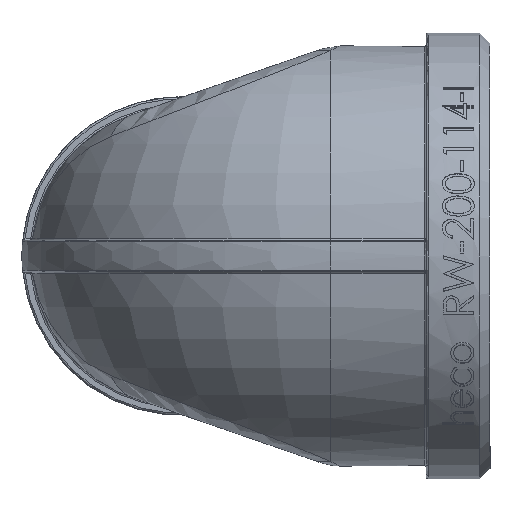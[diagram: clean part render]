
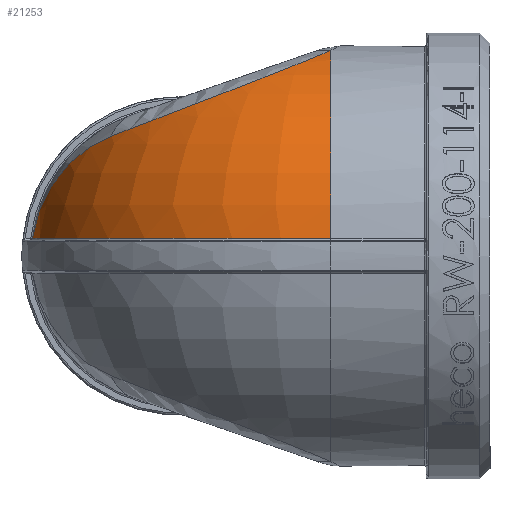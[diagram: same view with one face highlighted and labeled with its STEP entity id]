
A CAD part, left-side view. The second image highlights one B-rep face of the part: STEP entity #21253.
In plain terms, the highlighted toroidal (fillet/blend) face has major radius 14 mm and minor radius 33 mm.
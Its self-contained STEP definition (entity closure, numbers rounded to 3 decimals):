
#68 = ORIENTED_EDGE ( 'NONE', *, *, #21850, .F. ) ;
#69 = ORIENTED_EDGE ( 'NONE', *, *, #21911, .T. ) ;
#94 = ORIENTED_EDGE ( 'NONE', *, *, #21885, .F. ) ;
#98 = ORIENTED_EDGE ( 'NONE', *, *, #21815, .T. ) ;
#304 = B_SPLINE_CURVE_WITH_KNOTS ( 'NONE', 3,
 ( #2150, #2158, #2132, #2167, #2159, #2160 ),
 .UNSPECIFIED., .F., .F.,
 ( 4, 1, 1, 4 ),
 ( 0.012, 0.273, 0.564, 1. ),
 .UNSPECIFIED. ) ;
#344 = B_SPLINE_CURVE_WITH_KNOTS ( 'NONE', 3,
 ( #1041, #1071, #1065, #1044, #1045, #1047, #1058 ),
 .UNSPECIFIED., .F., .F.,
 ( 4, 1, 1, 1, 4 ),
 ( 0., 0.286, 0.571, 0.857, 1. ),
 .UNSPECIFIED. ) ;
#1041 = CARTESIAN_POINT ( 'NONE',  ( -8.426, 10.934, 18.841 ) ) ;
#1044 = CARTESIAN_POINT ( 'NONE',  ( -17.407, -9.593, 26.693 ) ) ;
#1045 = CARTESIAN_POINT ( 'NONE',  ( -13.583, -18.783, 30.304 ) ) ;
#1047 = CARTESIAN_POINT ( 'NONE',  ( -8.724, -22.584, 31.883 ) ) ;
#1058 = CARTESIAN_POINT ( 'NONE',  ( -6.856, -23.5, 32.28 ) ) ;
#1065 = CARTESIAN_POINT ( 'NONE',  ( -15.683, 1.869, 22.293 ) ) ;
#1071 = CARTESIAN_POINT ( 'NONE',  ( -11.222, 8.272, 19.854 ) ) ;
#1204 = DIRECTION ( 'NONE',  ( 0., 0., 1. ) ) ;
#1209 = DIRECTION ( 'NONE',  ( -1., 0., 0. ) ) ;
#1239 = CARTESIAN_POINT ( 'NONE',  ( 14., -23.5, 2.775 ) ) ;
#1919 = DIRECTION ( 'NONE',  ( 0., 1., 0. ) ) ;
#1939 = CARTESIAN_POINT ( 'NONE',  ( 0., -23.5, 0. ) ) ;
#1942 = DIRECTION ( 'NONE',  ( -1., 0., 0. ) ) ;
#2132 = CARTESIAN_POINT ( 'NONE',  ( 5.939, 21.939, 8.654 ) ) ;
#2150 = CARTESIAN_POINT ( 'NONE',  ( 11.45, 23.314, 2.775 ) ) ;
#2158 = CARTESIAN_POINT ( 'NONE',  ( 9.678, 23.055, 4.691 ) ) ;
#2159 = CARTESIAN_POINT ( 'NONE',  ( -5.54, 13.681, 17.796 ) ) ;
#2160 = CARTESIAN_POINT ( 'NONE',  ( -8.426, 10.934, 18.841 ) ) ;
#2167 = CARTESIAN_POINT ( 'NONE',  ( -0.704, 17.999, 14.806 ) ) ;
#2911 = CARTESIAN_POINT ( 'NONE',  ( -8.426, 10.934, 18.841 ) ) ;
#4360 = CARTESIAN_POINT ( 'NONE',  ( -32.883, -23.5, 2.775 ) ) ;
#4458 = CARTESIAN_POINT ( 'NONE',  ( -6.856, -23.5, 32.28 ) ) ;
#4539 = CARTESIAN_POINT ( 'NONE',  ( 11.45, 23.314, 2.775 ) ) ;
#10714 = DIRECTION ( 'NONE',  ( 0., 0., -1. ) ) ;
#10719 = DIRECTION ( 'NONE',  ( 0., -1., 0. ) ) ;
#10747 = CARTESIAN_POINT ( 'NONE',  ( 14., -23.5, 0. ) ) ;
#10752 = FACE_OUTER_BOUND ( 'NONE', #14277, .T. ) ;
#14277 = EDGE_LOOP ( 'NONE', ( #68, #69, #98, #94 ) ) ;
#17291 = TOROIDAL_SURFACE ( 'NONE', #17296, 14., 33. ) ;
#17296 = AXIS2_PLACEMENT_3D ( 'NONE', #10747, #10714, #10719 ) ;
#17592 = CIRCLE ( 'NONE', #17608, 33. ) ;
#17608 = AXIS2_PLACEMENT_3D ( 'NONE', #1939, #1919, #1942 ) ;
#17635 = AXIS2_PLACEMENT_3D ( 'NONE', #1239, #1204, #1209 ) ;
#17658 = CIRCLE ( 'NONE', #17635, 46.883 ) ;
#21253 = ADVANCED_FACE ( 'NONE', ( #10752 ), #17291, .T. ) ;
#21815 = EDGE_CURVE ( 'NONE', #25733, #25781, #17592, .T. ) ;
#21850 = EDGE_CURVE ( 'NONE', #25799, #25007, #304, .T. ) ;
#21885 = EDGE_CURVE ( 'NONE', #25007, #25781, #344, .T. ) ;
#21911 = EDGE_CURVE ( 'NONE', #25799, #25733, #17658, .T. ) ;
#25007 = VERTEX_POINT ( 'NONE', #2911 ) ;
#25733 = VERTEX_POINT ( 'NONE', #4360 ) ;
#25781 = VERTEX_POINT ( 'NONE', #4458 ) ;
#25799 = VERTEX_POINT ( 'NONE', #4539 ) ;
